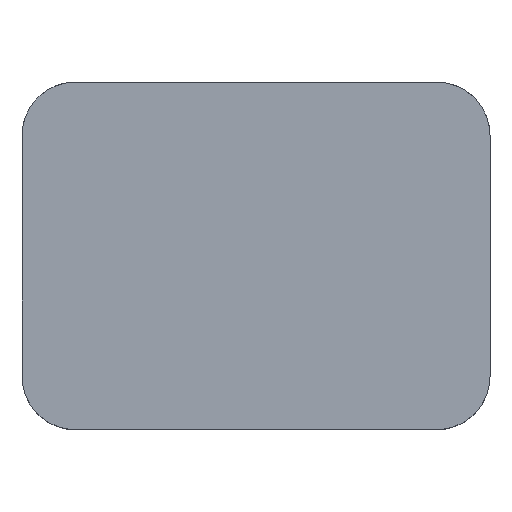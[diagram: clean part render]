
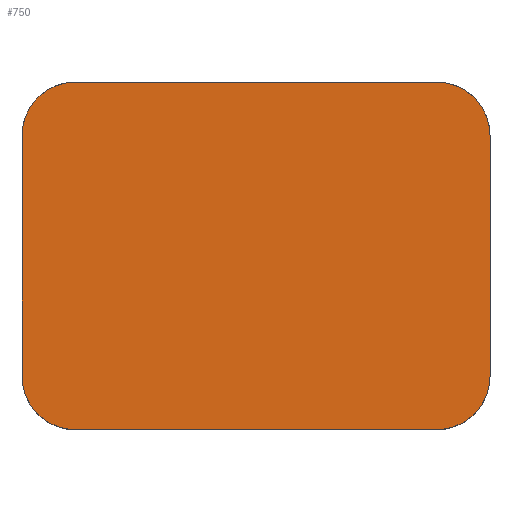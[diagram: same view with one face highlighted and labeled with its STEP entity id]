
A CAD part, top view. The second image highlights one B-rep face of the part: STEP entity #750.
In plain terms, the highlighted planar face has unit normal (0, 0, 1).
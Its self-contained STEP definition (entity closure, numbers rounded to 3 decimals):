
#1 = ORIENTED_EDGE ( 'NONE', *, *, #493, .F. ) ;
#3 = AXIS2_PLACEMENT_3D ( 'NONE', #290, #599, #658 ) ;
#6 = VERTEX_POINT ( 'NONE', #26 ) ;
#13 = VERTEX_POINT ( 'NONE', #491 ) ;
#15 = AXIS2_PLACEMENT_3D ( 'NONE', #38, #438, #146 ) ;
#16 = CARTESIAN_POINT ( 'NONE',  ( 0., 0., 9. ) ) ;
#26 = CARTESIAN_POINT ( 'NONE',  ( 31., 4., 9. ) ) ;
#29 = DIRECTION ( 'NONE',  ( 0., -1., 0. ) ) ;
#35 = EDGE_CURVE ( 'NONE', #110, #475, #324, .T. ) ;
#38 = CARTESIAN_POINT ( 'NONE',  ( 4., -18., 9. ) ) ;
#47 = CARTESIAN_POINT ( 'NONE',  ( 4., -22., 9. ) ) ;
#63 = DIRECTION ( 'NONE',  ( 0., 1., 0. ) ) ;
#93 = DIRECTION ( 'NONE',  ( 0., 0., 1. ) ) ;
#95 = CARTESIAN_POINT ( 'NONE',  ( 0., -18., 9. ) ) ;
#110 = VERTEX_POINT ( 'NONE', #450 ) ;
#118 = FACE_OUTER_BOUND ( 'NONE', #777, .T. ) ;
#124 = CARTESIAN_POINT ( 'NONE',  ( 35., 4., 9. ) ) ;
#132 = EDGE_CURVE ( 'NONE', #375, #475, #755, .T. ) ;
#146 = DIRECTION ( 'NONE',  ( 0., 1., 0. ) ) ;
#163 = CARTESIAN_POINT ( 'NONE',  ( 31., -18., 9. ) ) ;
#172 = EDGE_CURVE ( 'NONE', #13, #250, #186, .T. ) ;
#186 = CIRCLE ( 'NONE', #767, 4. ) ;
#199 = VERTEX_POINT ( 'NONE', #47 ) ;
#211 = ORIENTED_EDGE ( 'NONE', *, *, #35, .F. ) ;
#222 = CARTESIAN_POINT ( 'NONE',  ( 4., 0., 9. ) ) ;
#240 = PLANE ( 'NONE',  #330 ) ;
#250 = VERTEX_POINT ( 'NONE', #16 ) ;
#255 = ORIENTED_EDGE ( 'NONE', *, *, #675, .T. ) ;
#256 = CARTESIAN_POINT ( 'NONE',  ( 35., -18., 9. ) ) ;
#267 = LINE ( 'NONE', #391, #662 ) ;
#290 = CARTESIAN_POINT ( 'NONE',  ( 31., 0., 9. ) ) ;
#309 = VECTOR ( 'NONE', #734, 1000. ) ;
#324 = LINE ( 'NONE', #664, #516 ) ;
#330 = AXIS2_PLACEMENT_3D ( 'NONE', #124, #597, #63 ) ;
#345 = ORIENTED_EDGE ( 'NONE', *, *, #172, .T. ) ;
#361 = VERTEX_POINT ( 'NONE', #95 ) ;
#364 = EDGE_CURVE ( 'NONE', #361, #199, #692, .T. ) ;
#375 = VERTEX_POINT ( 'NONE', #560 ) ;
#391 = CARTESIAN_POINT ( 'NONE',  ( 0., 4., 9. ) ) ;
#399 = DIRECTION ( 'NONE',  ( 0., 1., 0. ) ) ;
#411 = AXIS2_PLACEMENT_3D ( 'NONE', #163, #762, #399 ) ;
#431 = EDGE_CURVE ( 'NONE', #6, #13, #496, .T. ) ;
#438 = DIRECTION ( 'NONE',  ( 0., 0., 1. ) ) ;
#447 = ORIENTED_EDGE ( 'NONE', *, *, #431, .T. ) ;
#450 = CARTESIAN_POINT ( 'NONE',  ( 35., 0., 9. ) ) ;
#461 = EDGE_CURVE ( 'NONE', #250, #361, #267, .T. ) ;
#475 = VERTEX_POINT ( 'NONE', #256 ) ;
#491 = CARTESIAN_POINT ( 'NONE',  ( 4., 4., 9. ) ) ;
#493 = EDGE_CURVE ( 'NONE', #375, #199, #744, .T. ) ;
#496 = LINE ( 'NONE', #749, #309 ) ;
#516 = VECTOR ( 'NONE', #615, 1000. ) ;
#555 = ORIENTED_EDGE ( 'NONE', *, *, #461, .T. ) ;
#560 = CARTESIAN_POINT ( 'NONE',  ( 31., -22., 9. ) ) ;
#572 = DIRECTION ( 'NONE',  ( 0., 1., 0. ) ) ;
#581 = CIRCLE ( 'NONE', #3, 4. ) ;
#597 = DIRECTION ( 'NONE',  ( 0., 0., -1. ) ) ;
#599 = DIRECTION ( 'NONE',  ( 0., 0., 1. ) ) ;
#615 = DIRECTION ( 'NONE',  ( 0., -1., 0. ) ) ;
#623 = ORIENTED_EDGE ( 'NONE', *, *, #364, .T. ) ;
#627 = DIRECTION ( 'NONE',  ( -1., 0., 0. ) ) ;
#632 = CARTESIAN_POINT ( 'NONE',  ( 35., -22., 9. ) ) ;
#658 = DIRECTION ( 'NONE',  ( 0., 1., 0. ) ) ;
#660 = ORIENTED_EDGE ( 'NONE', *, *, #132, .T. ) ;
#662 = VECTOR ( 'NONE', #29, 1000. ) ;
#664 = CARTESIAN_POINT ( 'NONE',  ( 35., 4., 9. ) ) ;
#675 = EDGE_CURVE ( 'NONE', #110, #6, #581, .T. ) ;
#692 = CIRCLE ( 'NONE', #15, 4. ) ;
#734 = DIRECTION ( 'NONE',  ( -1., 0., 0. ) ) ;
#739 = VECTOR ( 'NONE', #627, 1000. ) ;
#744 = LINE ( 'NONE', #632, #739 ) ;
#749 = CARTESIAN_POINT ( 'NONE',  ( 35., 4., 9. ) ) ;
#750 = ADVANCED_FACE ( 'NONE', ( #118 ), #240, .F. ) ;
#755 = CIRCLE ( 'NONE', #411, 4. ) ;
#762 = DIRECTION ( 'NONE',  ( 0., 0., 1. ) ) ;
#767 = AXIS2_PLACEMENT_3D ( 'NONE', #222, #93, #572 ) ;
#777 = EDGE_LOOP ( 'NONE', ( #1, #660, #211, #255, #447, #345, #555, #623 ) ) ;
